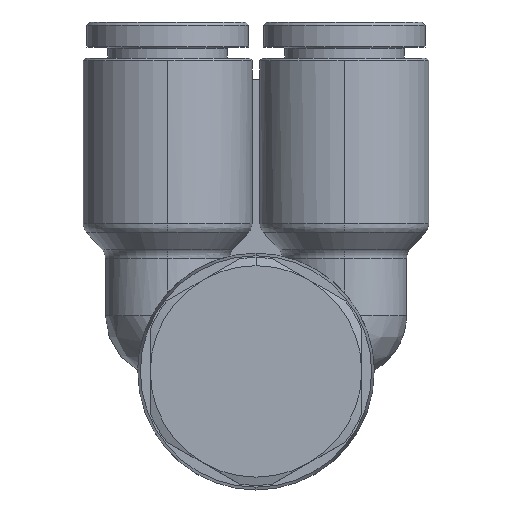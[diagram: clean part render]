
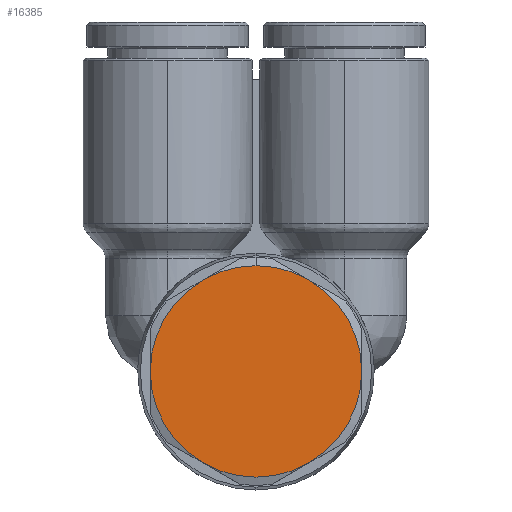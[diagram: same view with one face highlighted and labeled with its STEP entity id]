
A CAD part, top view. The second image highlights one B-rep face of the part: STEP entity #16385.
In plain terms, the highlighted planar face has unit normal (0, 0, 1).
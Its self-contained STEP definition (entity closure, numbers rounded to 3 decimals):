
#820 = VERTEX_POINT ( 'NONE', #16999 ) ;
#1657 = AXIS2_PLACEMENT_3D ( 'NONE', #28627, #13148, #22225 ) ;
#1682 = VERTEX_POINT ( 'NONE', #15587 ) ;
#2408 = EDGE_CURVE ( 'NONE', #820, #1682, #8467, .T. ) ;
#3084 = AXIS2_PLACEMENT_3D ( 'NONE', #8602, #8197, #24395 ) ;
#3369 = VERTEX_POINT ( 'NONE', #25462 ) ;
#3389 = CARTESIAN_POINT ( 'NONE',  ( 4.5, 15.6, 12. ) ) ;
#3790 = CARTESIAN_POINT ( 'NONE',  ( 4.5, 7.1, 12. ) ) ;
#5220 = CIRCLE ( 'NONE', #13034, 8.5 ) ;
#5624 = CARTESIAN_POINT ( 'NONE',  ( 4.5, 7.1, 12. ) ) ;
#6706 = EDGE_LOOP ( 'NONE', ( #21311, #24313, #11959, #25199, #7479, #27794, #26459 ) ) ;
#7019 = EDGE_CURVE ( 'NONE', #1682, #3369, #25660, .T. ) ;
#7250 = EDGE_CURVE ( 'NONE', #3369, #15704, #15395, .T. ) ;
#7479 = ORIENTED_EDGE ( 'NONE', *, *, #2408, .F. ) ;
#7759 = DIRECTION ( 'NONE',  ( -1., 0., 0. ) ) ;
#7773 = CIRCLE ( 'NONE', #20542, 8.5 ) ;
#8197 = DIRECTION ( 'NONE',  ( 0., 0., -1. ) ) ;
#8467 = CIRCLE ( 'NONE', #23379, 8.5 ) ;
#8602 = CARTESIAN_POINT ( 'NONE',  ( 4.5, 7.1, 12. ) ) ;
#10472 = EDGE_CURVE ( 'NONE', #15704, #20986, #7773, .T. ) ;
#10494 = PLANE ( 'NONE',  #3084 ) ;
#10636 = FACE_OUTER_BOUND ( 'NONE', #6706, .T. ) ;
#10821 = AXIS2_PLACEMENT_3D ( 'NONE', #18973, #11780, #16610 ) ;
#11780 = DIRECTION ( 'NONE',  ( 0., 0., -1. ) ) ;
#11808 = CARTESIAN_POINT ( 'NONE',  ( -2.861, 11.35, 12. ) ) ;
#11959 = ORIENTED_EDGE ( 'NONE', *, *, #7250, .F. ) ;
#12781 = CARTESIAN_POINT ( 'NONE',  ( 4.5, 7.1, 12. ) ) ;
#13034 = AXIS2_PLACEMENT_3D ( 'NONE', #28785, #13199, #26608 ) ;
#13148 = DIRECTION ( 'NONE',  ( 0., 0., -1. ) ) ;
#13190 = CIRCLE ( 'NONE', #22080, 8.5 ) ;
#13199 = DIRECTION ( 'NONE',  ( 0., 0., -1. ) ) ;
#14836 = EDGE_CURVE ( 'NONE', #28640, #19543, #13190, .T. ) ;
#15395 = CIRCLE ( 'NONE', #1657, 8.5 ) ;
#15587 = CARTESIAN_POINT ( 'NONE',  ( -2.861, 2.85, 12. ) ) ;
#15704 = VERTEX_POINT ( 'NONE', #11808 ) ;
#16309 = CARTESIAN_POINT ( 'NONE',  ( 11.861, 2.85, 12. ) ) ;
#16385 = ADVANCED_FACE ( 'NONE', ( #10636 ), #10494, .F. ) ;
#16610 = DIRECTION ( 'NONE',  ( -1., 0., 0. ) ) ;
#16904 = CIRCLE ( 'NONE', #17332, 8.5 ) ;
#16999 = CARTESIAN_POINT ( 'NONE',  ( 4.5, -1.4, 12. ) ) ;
#17332 = AXIS2_PLACEMENT_3D ( 'NONE', #5624, #25835, #7759 ) ;
#18035 = CARTESIAN_POINT ( 'NONE',  ( 4.5, 7.1, 12. ) ) ;
#18225 = DIRECTION ( 'NONE',  ( 0., 0., -1. ) ) ;
#18632 = CARTESIAN_POINT ( 'NONE',  ( 11.861, 11.35, 12. ) ) ;
#18973 = CARTESIAN_POINT ( 'NONE',  ( 4.5, 7.1, 12. ) ) ;
#19411 = DIRECTION ( 'NONE',  ( 0., 0., -1. ) ) ;
#19543 = VERTEX_POINT ( 'NONE', #16309 ) ;
#20489 = DIRECTION ( 'NONE',  ( -1., 0., 0. ) ) ;
#20542 = AXIS2_PLACEMENT_3D ( 'NONE', #18035, #18225, #20489 ) ;
#20981 = EDGE_CURVE ( 'NONE', #20986, #28640, #16904, .T. ) ;
#20986 = VERTEX_POINT ( 'NONE', #3389 ) ;
#21311 = ORIENTED_EDGE ( 'NONE', *, *, #20981, .F. ) ;
#21689 = DIRECTION ( 'NONE',  ( -1., 0., 0. ) ) ;
#21963 = DIRECTION ( 'NONE',  ( -1., 0., 0. ) ) ;
#22080 = AXIS2_PLACEMENT_3D ( 'NONE', #12781, #24136, #21963 ) ;
#22225 = DIRECTION ( 'NONE',  ( -1., 0., 0. ) ) ;
#23379 = AXIS2_PLACEMENT_3D ( 'NONE', #3790, #19411, #21689 ) ;
#24136 = DIRECTION ( 'NONE',  ( 0., 0., -1. ) ) ;
#24313 = ORIENTED_EDGE ( 'NONE', *, *, #10472, .F. ) ;
#24395 = DIRECTION ( 'NONE',  ( -1., 0., 0. ) ) ;
#25199 = ORIENTED_EDGE ( 'NONE', *, *, #7019, .F. ) ;
#25462 = CARTESIAN_POINT ( 'NONE',  ( -4., 7.1, 12. ) ) ;
#25660 = CIRCLE ( 'NONE', #10821, 8.5 ) ;
#25835 = DIRECTION ( 'NONE',  ( 0., 0., -1. ) ) ;
#26459 = ORIENTED_EDGE ( 'NONE', *, *, #14836, .F. ) ;
#26608 = DIRECTION ( 'NONE',  ( -1., 0., 0. ) ) ;
#26681 = EDGE_CURVE ( 'NONE', #19543, #820, #5220, .T. ) ;
#27794 = ORIENTED_EDGE ( 'NONE', *, *, #26681, .F. ) ;
#28627 = CARTESIAN_POINT ( 'NONE',  ( 4.5, 7.1, 12. ) ) ;
#28640 = VERTEX_POINT ( 'NONE', #18632 ) ;
#28785 = CARTESIAN_POINT ( 'NONE',  ( 4.5, 7.1, 12. ) ) ;
